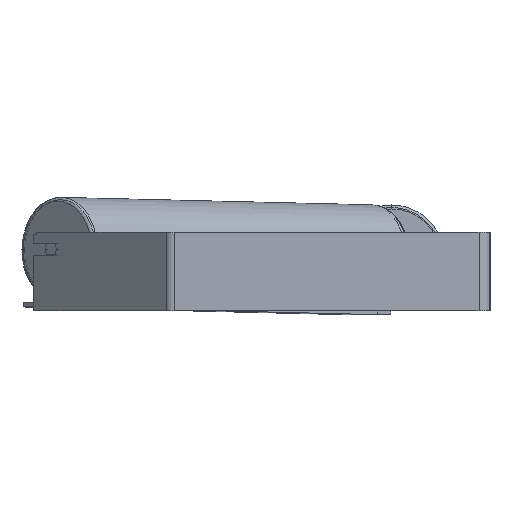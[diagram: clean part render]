
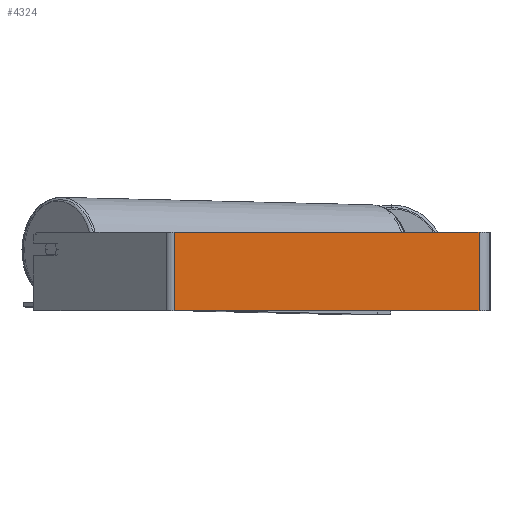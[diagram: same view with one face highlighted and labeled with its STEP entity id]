
A CAD part, left-side view. The second image highlights one B-rep face of the part: STEP entity #4324.
In plain terms, the highlighted planar face has unit normal (-1, 0, 0).
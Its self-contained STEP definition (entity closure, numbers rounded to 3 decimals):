
#44 = FACE_OUTER_BOUND ( 'NONE', #1868, .T. ) ;
#638 = CARTESIAN_POINT ( 'NONE',  ( -900., 402.143, 50. ) ) ;
#662 = PLANE ( 'NONE',  #4746 ) ;
#1271 = LINE ( 'NONE', #7713, #2336 ) ;
#1372 = LINE ( 'NONE', #8474, #1743 ) ;
#1612 = DIRECTION ( 'NONE',  ( 0., 0., -1. ) ) ;
#1633 = ORIENTED_EDGE ( 'NONE', *, *, #5602, .F. ) ;
#1743 = VECTOR ( 'NONE', #7664, 1000. ) ;
#1868 = EDGE_LOOP ( 'NONE', ( #5992, #4325, #1633, #5987 ) ) ;
#2121 = CARTESIAN_POINT ( 'NONE',  ( -900., 402.143, 50. ) ) ;
#2208 = VERTEX_POINT ( 'NONE', #638 ) ;
#2336 = VECTOR ( 'NONE', #4811, 1000. ) ;
#2490 = CARTESIAN_POINT ( 'NONE',  ( -900., 14., 50. ) ) ;
#2878 = VECTOR ( 'NONE', #1612, 1000. ) ;
#2964 = EDGE_CURVE ( 'NONE', #7212, #3540, #8809, .T. ) ;
#3366 = CARTESIAN_POINT ( 'NONE',  ( -900., 402.143, -50. ) ) ;
#3413 = VECTOR ( 'NONE', #9157, 1000. ) ;
#3540 = VERTEX_POINT ( 'NONE', #9072 ) ;
#4072 = VERTEX_POINT ( 'NONE', #3366 ) ;
#4324 = ADVANCED_FACE ( 'NONE', ( #44 ), #662, .F. ) ;
#4325 = ORIENTED_EDGE ( 'NONE', *, *, #2964, .F. ) ;
#4425 = DIRECTION ( 'NONE',  ( 1., 0., 0. ) ) ;
#4746 = AXIS2_PLACEMENT_3D ( 'NONE', #7347, #4425, #6666 ) ;
#4811 = DIRECTION ( 'NONE',  ( 0., -1., 0. ) ) ;
#5602 = EDGE_CURVE ( 'NONE', #2208, #7212, #1372, .T. ) ;
#5677 = EDGE_CURVE ( 'NONE', #4072, #3540, #1271, .T. ) ;
#5905 = CARTESIAN_POINT ( 'NONE',  ( -900., 14., 50. ) ) ;
#5987 = ORIENTED_EDGE ( 'NONE', *, *, #6902, .T. ) ;
#5992 = ORIENTED_EDGE ( 'NONE', *, *, #5677, .T. ) ;
#6201 = LINE ( 'NONE', #2121, #3413 ) ;
#6666 = DIRECTION ( 'NONE',  ( 0., 0., -1. ) ) ;
#6902 = EDGE_CURVE ( 'NONE', #2208, #4072, #6201, .T. ) ;
#7212 = VERTEX_POINT ( 'NONE', #2490 ) ;
#7347 = CARTESIAN_POINT ( 'NONE',  ( -900., 407.942, 50. ) ) ;
#7664 = DIRECTION ( 'NONE',  ( 0., -1., 0. ) ) ;
#7713 = CARTESIAN_POINT ( 'NONE',  ( -900., 407.942, -50. ) ) ;
#8474 = CARTESIAN_POINT ( 'NONE',  ( -900., 407.942, 50. ) ) ;
#8809 = LINE ( 'NONE', #5905, #2878 ) ;
#9072 = CARTESIAN_POINT ( 'NONE',  ( -900., 14., -50. ) ) ;
#9157 = DIRECTION ( 'NONE',  ( 0., 0., -1. ) ) ;
